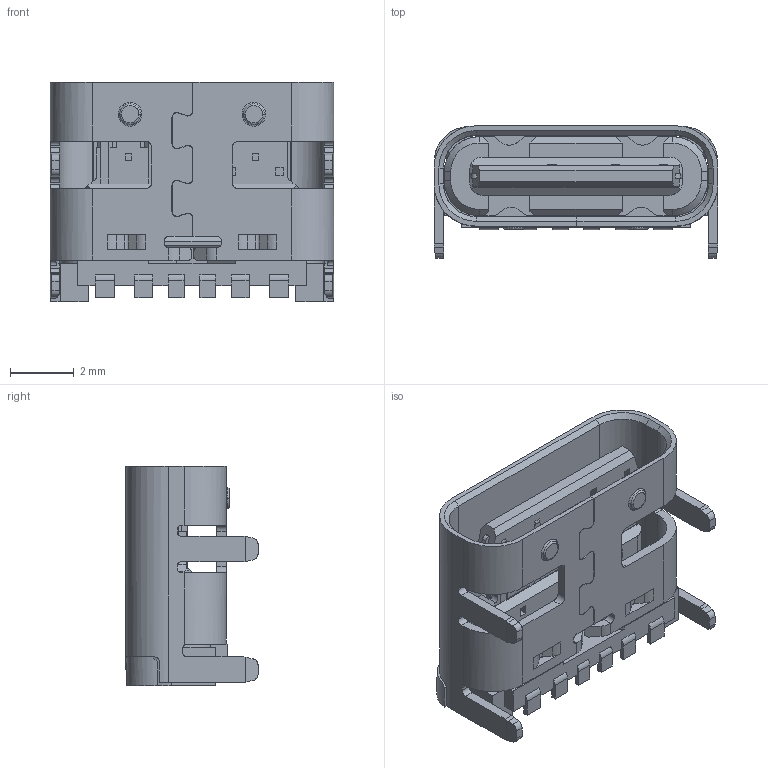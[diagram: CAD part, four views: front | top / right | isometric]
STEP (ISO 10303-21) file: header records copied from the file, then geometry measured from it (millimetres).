
FILE_DESCRIPTION (( 'STEP AP214' ), '1' );
FILE_NAME ('UB569-2CSDB1-301.STEP', '2021-09-01T06:28:44', ( '' ), ( '' ), 'SwSTEP 2.0', 'SolidWorks 2018', '' );
FILE_SCHEMA (( 'AUTOMOTIVE_DESIGN' ));
Length unit declared in the file: millimetre
Products named in the file (1): UB569-2CSDB1-301
Bounding box: 8.94 x 4.16 x 6.9 mm (x, y, z)
Surface area: 449 mm2 (no closed solid volume)
Topology: 0 solids, 1 shells, 843 faces, 2395 edges, 1563 vertices
Faces by surface type: plane 633, cylinder 181, cone 19, bspline 10
Entity records: 29596 total; most frequent: CARTESIAN_POINT 6985, ORIENTED_EDGE 4766, DIRECTION 3716, EDGE_CURVE 2395, LINE 1886, VECTOR 1886, VERTEX_POINT 1563, AXIS2_PLACEMENT_3D 915
